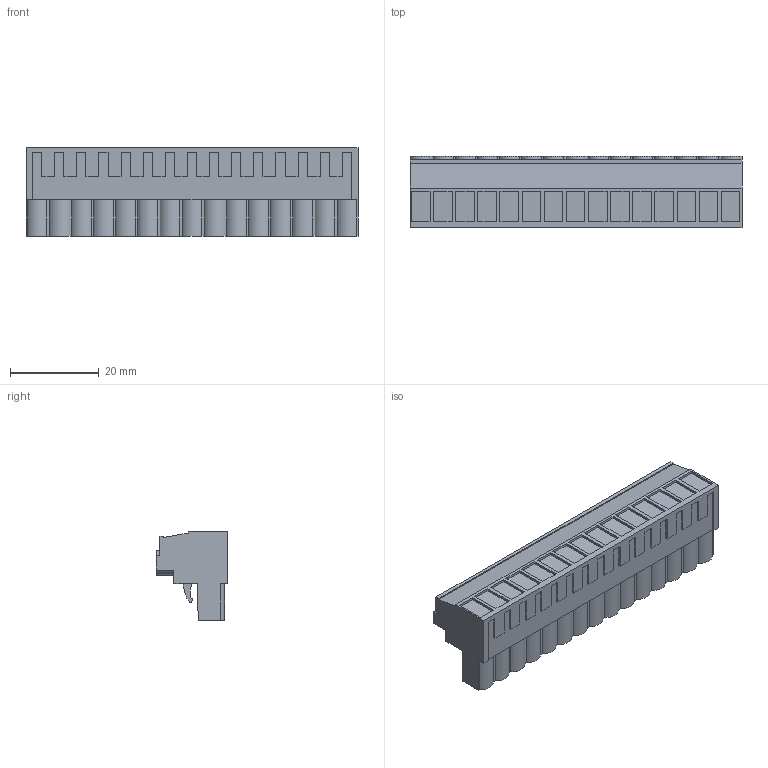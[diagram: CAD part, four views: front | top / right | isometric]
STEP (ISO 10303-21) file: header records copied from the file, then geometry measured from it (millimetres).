
FILE_DESCRIPTION(('CATIA V5 STEP Exchange','CAx-IF Rec.Pracs.--- Model Styling and Organization---1.2---2011-12-15'),'2;1');
FILE_NAME ('D1460300_0_1954360000_1954360000.stp','2017-05-25T06:38:36+00:00',('none'),('Weidmueller'),'CATIA Version 5-6 Release 2014','CATIA V5 STEP AP214','none');
FILE_SCHEMA(('AUTOMOTIVE_DESIGN { 1 0 10303 214 1 1 1 1 }'));
Length unit declared in the file: millimetre
Products named in the file (1): 1954360000
Bounding box: 75 x 16.1 x 20.1 mm (x, y, z)
Volume: 14873.8 mm3; surface area: 8041 mm2
Topology: 16 solids, 16 shells, 948 faces, 2704 edges, 1848 vertices
Faces by surface type: plane 775, cylinder 173
Entity records: 28917 total; most frequent: CARTESIAN_POINT 5495, ORIENTED_EDGE 5408, DIRECTION 3857, EDGE_CURVE 2704, VECTOR 2268, LINE 2268, VERTEX_POINT 1848, EDGE_LOOP 1008
